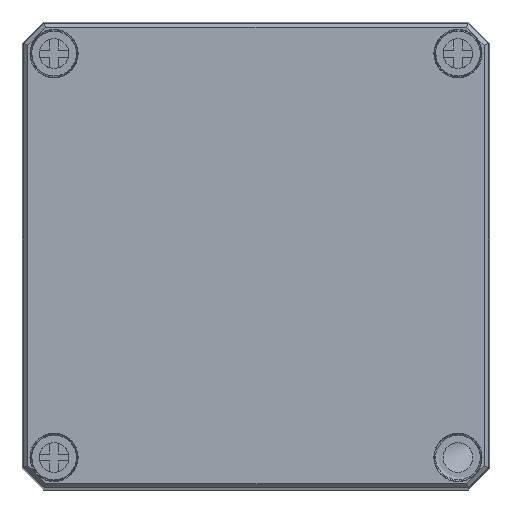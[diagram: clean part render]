
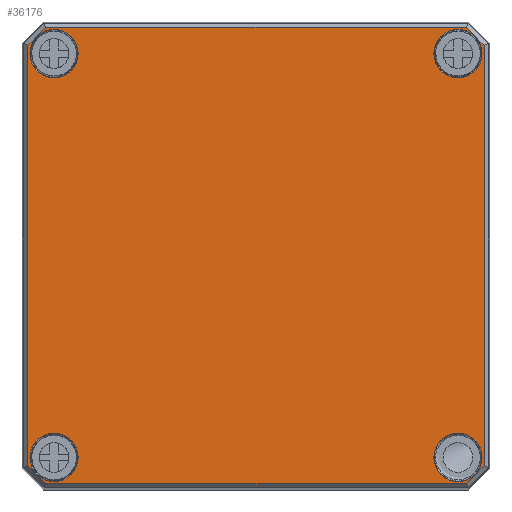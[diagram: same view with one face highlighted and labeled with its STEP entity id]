
A CAD part, top view. The second image highlights one B-rep face of the part: STEP entity #36176.
In plain terms, the highlighted face is planar.
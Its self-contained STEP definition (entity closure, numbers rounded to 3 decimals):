
#281=FACE_BOUND('',#7034,.T.);
#282=FACE_BOUND('',#7035,.T.);
#283=FACE_BOUND('',#7036,.T.);
#284=FACE_BOUND('',#7037,.T.);
#932=PLANE('',#38734);
#4734=FACE_OUTER_BOUND('',#7033,.T.);
#7033=EDGE_LOOP('',(#31178,#31179,#31180,#31181,#31182,#31183,#31184,#31185));
#7034=EDGE_LOOP('',(#31186,#31187));
#7035=EDGE_LOOP('',(#31188,#31189));
#7036=EDGE_LOOP('',(#31190,#31191));
#7037=EDGE_LOOP('',(#31192,#31193));
#9834=LINE('',#63056,#12605);
#9835=LINE('',#63058,#12606);
#9836=LINE('',#63060,#12607);
#9837=LINE('',#63062,#12608);
#9838=LINE('',#63064,#12609);
#9839=LINE('',#63066,#12610);
#9840=LINE('',#63068,#12611);
#9841=LINE('',#63069,#12612);
#12605=VECTOR('',#45731,10.);
#12606=VECTOR('',#45732,10.);
#12607=VECTOR('',#45733,10.);
#12608=VECTOR('',#45734,10.);
#12609=VECTOR('',#45735,10.);
#12610=VECTOR('',#45736,10.);
#12611=VECTOR('',#45737,10.);
#12612=VECTOR('',#45738,10.);
#14108=CIRCLE('',#38723,5.672);
#14113=CIRCLE('',#38728,5.672);
#14118=CIRCLE('',#38735,5.672);
#14119=CIRCLE('',#38736,5.672);
#14120=CIRCLE('',#38737,5.672);
#14121=CIRCLE('',#38738,5.672);
#14122=CIRCLE('',#38739,5.672);
#14123=CIRCLE('',#38740,5.672);
#17325=VERTEX_POINT('',#62957);
#17326=VERTEX_POINT('',#62958);
#17347=VERTEX_POINT('',#63054);
#17348=VERTEX_POINT('',#63055);
#17349=VERTEX_POINT('',#63057);
#17350=VERTEX_POINT('',#63059);
#17351=VERTEX_POINT('',#63061);
#17352=VERTEX_POINT('',#63063);
#17353=VERTEX_POINT('',#63065);
#17354=VERTEX_POINT('',#63067);
#17355=VERTEX_POINT('',#63070);
#17356=VERTEX_POINT('',#63071);
#17357=VERTEX_POINT('',#63074);
#17358=VERTEX_POINT('',#63075);
#17359=VERTEX_POINT('',#63078);
#17360=VERTEX_POINT('',#63079);
#22033=EDGE_CURVE('',#17325,#17326,#14108,.T.);
#22038=EDGE_CURVE('',#17326,#17325,#14113,.T.);
#22057=EDGE_CURVE('',#17347,#17348,#9834,.T.);
#22058=EDGE_CURVE('',#17349,#17347,#9835,.T.);
#22059=EDGE_CURVE('',#17350,#17349,#9836,.T.);
#22060=EDGE_CURVE('',#17351,#17350,#9837,.T.);
#22061=EDGE_CURVE('',#17352,#17351,#9838,.T.);
#22062=EDGE_CURVE('',#17353,#17352,#9839,.T.);
#22063=EDGE_CURVE('',#17354,#17353,#9840,.T.);
#22064=EDGE_CURVE('',#17348,#17354,#9841,.T.);
#22065=EDGE_CURVE('',#17355,#17356,#14118,.T.);
#22066=EDGE_CURVE('',#17356,#17355,#14119,.T.);
#22067=EDGE_CURVE('',#17357,#17358,#14120,.T.);
#22068=EDGE_CURVE('',#17358,#17357,#14121,.T.);
#22069=EDGE_CURVE('',#17359,#17360,#14122,.T.);
#22070=EDGE_CURVE('',#17360,#17359,#14123,.T.);
#31178=ORIENTED_EDGE('',*,*,#22057,.F.);
#31179=ORIENTED_EDGE('',*,*,#22058,.F.);
#31180=ORIENTED_EDGE('',*,*,#22059,.F.);
#31181=ORIENTED_EDGE('',*,*,#22060,.F.);
#31182=ORIENTED_EDGE('',*,*,#22061,.F.);
#31183=ORIENTED_EDGE('',*,*,#22062,.F.);
#31184=ORIENTED_EDGE('',*,*,#22063,.F.);
#31185=ORIENTED_EDGE('',*,*,#22064,.F.);
#31186=ORIENTED_EDGE('',*,*,#22065,.F.);
#31187=ORIENTED_EDGE('',*,*,#22066,.F.);
#31188=ORIENTED_EDGE('',*,*,#22067,.F.);
#31189=ORIENTED_EDGE('',*,*,#22068,.F.);
#31190=ORIENTED_EDGE('',*,*,#22069,.F.);
#31191=ORIENTED_EDGE('',*,*,#22070,.F.);
#31192=ORIENTED_EDGE('',*,*,#22033,.F.);
#31193=ORIENTED_EDGE('',*,*,#22038,.F.);
#36176=ADVANCED_FACE('',(#4734,#281,#282,#283,#284),#932,.F.);
#38723=AXIS2_PLACEMENT_3D('',#62959,#45706,#45707);
#38728=AXIS2_PLACEMENT_3D('',#62967,#45716,#45717);
#38734=AXIS2_PLACEMENT_3D('',#63053,#45729,#45730);
#38735=AXIS2_PLACEMENT_3D('',#63072,#45739,#45740);
#38736=AXIS2_PLACEMENT_3D('',#63073,#45741,#45742);
#38737=AXIS2_PLACEMENT_3D('',#63076,#45743,#45744);
#38738=AXIS2_PLACEMENT_3D('',#63077,#45745,#45746);
#38739=AXIS2_PLACEMENT_3D('',#63080,#45747,#45748);
#38740=AXIS2_PLACEMENT_3D('',#63081,#45749,#45750);
#45706=DIRECTION('center_axis',(0.,1.,0.));
#45707=DIRECTION('ref_axis',(1.,0.,0.));
#45716=DIRECTION('center_axis',(0.,1.,0.));
#45717=DIRECTION('ref_axis',(1.,0.,0.));
#45729=DIRECTION('center_axis',(0.,-1.,0.));
#45730=DIRECTION('ref_axis',(0.,0.,-1.));
#45731=DIRECTION('',(-0.707,0.,0.707));
#45732=DIRECTION('',(0.,0.,1.));
#45733=DIRECTION('',(0.707,0.,0.707));
#45734=DIRECTION('',(1.,0.,0.));
#45735=DIRECTION('',(0.707,0.,-0.707));
#45736=DIRECTION('',(0.,0.,-1.));
#45737=DIRECTION('',(-0.707,0.,-0.707));
#45738=DIRECTION('',(-1.,0.,0.));
#45739=DIRECTION('center_axis',(0.,1.,0.));
#45740=DIRECTION('ref_axis',(-1.,0.,0.));
#45741=DIRECTION('center_axis',(0.,1.,0.));
#45742=DIRECTION('ref_axis',(-1.,0.,0.));
#45743=DIRECTION('center_axis',(0.,1.,0.));
#45744=DIRECTION('ref_axis',(1.,0.,0.));
#45745=DIRECTION('center_axis',(0.,1.,0.));
#45746=DIRECTION('ref_axis',(1.,0.,0.));
#45747=DIRECTION('center_axis',(0.,1.,0.));
#45748=DIRECTION('ref_axis',(-1.,0.,0.));
#45749=DIRECTION('center_axis',(0.,1.,0.));
#45750=DIRECTION('ref_axis',(-1.,0.,0.));
#62957=CARTESIAN_POINT('',(-53.172,39.,-47.5));
#62958=CARTESIAN_POINT('',(-47.5,39.,-41.828));
#62959=CARTESIAN_POINT('Origin',(-47.5,39.,-47.5));
#62967=CARTESIAN_POINT('Origin',(-47.5,39.,-47.5));
#63053=CARTESIAN_POINT('Origin',(0.,39.,0.));
#63054=CARTESIAN_POINT('',(53.66,39.,49.445));
#63055=CARTESIAN_POINT('',(49.445,39.,53.66));
#63056=CARTESIAN_POINT('',(52.802,39.,50.302));
#63057=CARTESIAN_POINT('',(53.66,39.,-49.445));
#63058=CARTESIAN_POINT('',(53.66,39.,-25.));
#63059=CARTESIAN_POINT('',(49.445,39.,-53.66));
#63060=CARTESIAN_POINT('',(50.302,39.,-52.802));
#63061=CARTESIAN_POINT('',(-49.445,39.,-53.66));
#63062=CARTESIAN_POINT('',(-25.,39.,-53.66));
#63063=CARTESIAN_POINT('',(-53.66,39.,-49.445));
#63064=CARTESIAN_POINT('',(-52.802,39.,-50.302));
#63065=CARTESIAN_POINT('',(-53.66,39.,49.445));
#63066=CARTESIAN_POINT('',(-53.66,39.,25.));
#63067=CARTESIAN_POINT('',(-49.445,39.,53.66));
#63068=CARTESIAN_POINT('',(-50.302,39.,52.802));
#63069=CARTESIAN_POINT('',(25.,39.,53.66));
#63070=CARTESIAN_POINT('',(53.172,39.,-47.5));
#63071=CARTESIAN_POINT('',(47.5,39.,-41.828));
#63072=CARTESIAN_POINT('Origin',(47.5,39.,-47.5));
#63073=CARTESIAN_POINT('Origin',(47.5,39.,-47.5));
#63074=CARTESIAN_POINT('',(-53.172,39.,47.5));
#63075=CARTESIAN_POINT('',(-47.5,39.,53.172));
#63076=CARTESIAN_POINT('Origin',(-47.5,39.,47.5));
#63077=CARTESIAN_POINT('Origin',(-47.5,39.,47.5));
#63078=CARTESIAN_POINT('',(53.172,39.,47.5));
#63079=CARTESIAN_POINT('',(47.5,39.,53.172));
#63080=CARTESIAN_POINT('Origin',(47.5,39.,47.5));
#63081=CARTESIAN_POINT('Origin',(47.5,39.,47.5));
